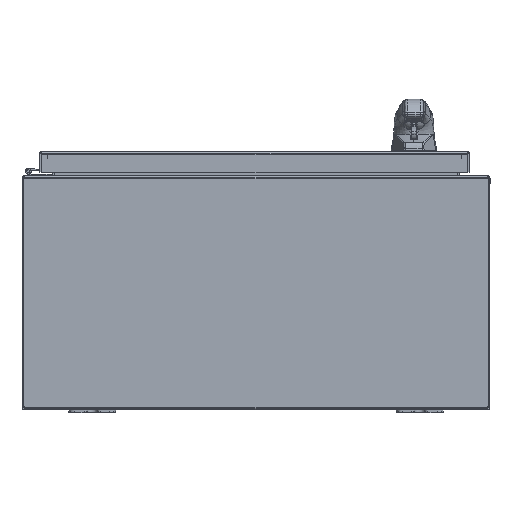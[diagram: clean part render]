
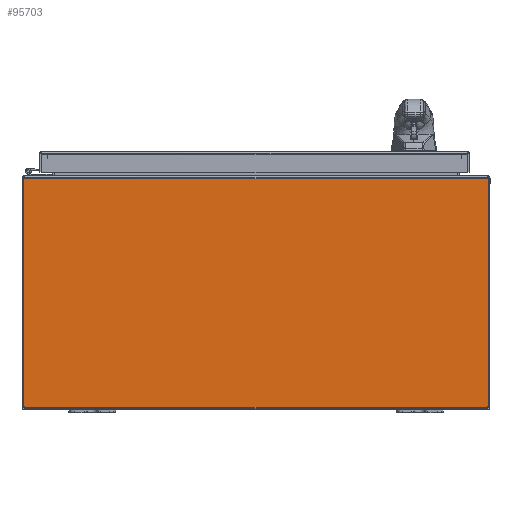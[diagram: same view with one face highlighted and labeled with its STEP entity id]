
A CAD part, front view. The second image highlights one B-rep face of the part: STEP entity #95703.
In plain terms, the highlighted planar face has unit normal (0, -1, 0).
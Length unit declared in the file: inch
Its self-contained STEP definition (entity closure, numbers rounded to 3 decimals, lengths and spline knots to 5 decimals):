
#2723 = CARTESIAN_POINT ( 'NONE',  ( 9.88277, -12., 0.10525 ) ) ;
#2941 = VECTOR ( 'NONE', #52623, 39.37008 ) ;
#4667 = VERTEX_POINT ( 'NONE', #112245 ) ;
#5812 = ORIENTED_EDGE ( 'NONE', *, *, #51465, .T. ) ;
#6171 = VECTOR ( 'NONE', #40658, 39.37008 ) ;
#7725 = LINE ( 'NONE', #14350, #52414 ) ;
#8409 = EDGE_LOOP ( 'NONE', ( #74272, #52577, #75476, #107208, #5812, #106272, #71190, #64456 ) ) ;
#11434 = DIRECTION ( 'NONE',  ( 0., 1., 0. ) ) ;
#12890 = LINE ( 'NONE', #109064, #81332 ) ;
#14350 = CARTESIAN_POINT ( 'NONE',  ( 9.963, -12., 9.89475 ) ) ;
#17883 = VERTEX_POINT ( 'NONE', #61095 ) ;
#18522 = AXIS2_PLACEMENT_3D ( 'NONE', #64896, #11434, #73904 ) ;
#18770 = CARTESIAN_POINT ( 'NONE',  ( 9.91495, -12., 9.89475 ) ) ;
#22066 = AXIS2_PLACEMENT_3D ( 'NONE', #42288, #104860, #51277 ) ;
#22451 = FACE_OUTER_BOUND ( 'NONE', #8409, .T. ) ;
#24888 = VERTEX_POINT ( 'NONE', #48814 ) ;
#25981 = EDGE_CURVE ( 'NONE', #17883, #24888, #114622, .T. ) ;
#26047 = VERTEX_POINT ( 'NONE', #2723 ) ;
#30011 = VERTEX_POINT ( 'NONE', #93887 ) ;
#36341 = DIRECTION ( 'NONE',  ( 0., 1., 0. ) ) ;
#39579 = CIRCLE ( 'NONE', #22066, 0.07 ) ;
#40155 = EDGE_CURVE ( 'NONE', #26047, #114030, #39579, .T. ) ;
#40658 = DIRECTION ( 'NONE',  ( -1., 0., 0. ) ) ;
#42288 = CARTESIAN_POINT ( 'NONE',  ( 9.93789, -12., 0.06211 ) ) ;
#47859 = LINE ( 'NONE', #52591, #95473 ) ;
#48789 = AXIS2_PLACEMENT_3D ( 'NONE', #90064, #36341, #99063 ) ;
#48814 = CARTESIAN_POINT ( 'NONE',  ( -9.963, -12., 9.89475 ) ) ;
#51277 = DIRECTION ( 'NONE',  ( 1., 0., 0. ) ) ;
#51465 = EDGE_CURVE ( 'NONE', #17883, #4667, #89790, .T. ) ;
#52414 = VECTOR ( 'NONE', #67849, 39.37008 ) ;
#52577 = ORIENTED_EDGE ( 'NONE', *, *, #59147, .T. ) ;
#52591 = CARTESIAN_POINT ( 'NONE',  ( -9.88277, -12., 0.10525 ) ) ;
#52623 = DIRECTION ( 'NONE',  ( 0., 0., -1. ) ) ;
#55405 = DIRECTION ( 'NONE',  ( 0., 0., 1. ) ) ;
#58655 = CARTESIAN_POINT ( 'NONE',  ( -9.91495, -12., 9.89475 ) ) ;
#59147 = EDGE_CURVE ( 'NONE', #83258, #80487, #12890, .T. ) ;
#61095 = CARTESIAN_POINT ( 'NONE',  ( -9.963, -12., 0.12745 ) ) ;
#61109 = DIRECTION ( 'NONE',  ( 1., 0., 0. ) ) ;
#64456 = ORIENTED_EDGE ( 'NONE', *, *, #103683, .F. ) ;
#64896 = CARTESIAN_POINT ( 'NONE',  ( -9.93789, -12., 0.06211 ) ) ;
#67849 = DIRECTION ( 'NONE',  ( -1., 0., 0. ) ) ;
#68550 = LINE ( 'NONE', #115223, #2941 ) ;
#71190 = ORIENTED_EDGE ( 'NONE', *, *, #40155, .T. ) ;
#72245 = CARTESIAN_POINT ( 'NONE',  ( -9.91495, -12., 9.89475 ) ) ;
#73904 = DIRECTION ( 'NONE',  ( 1., 0., 0. ) ) ;
#74272 = ORIENTED_EDGE ( 'NONE', *, *, #101514, .T. ) ;
#75476 = ORIENTED_EDGE ( 'NONE', *, *, #87234, .T. ) ;
#80487 = VERTEX_POINT ( 'NONE', #72245 ) ;
#80579 = PLANE ( 'NONE',  #48789 ) ;
#81332 = VECTOR ( 'NONE', #82050, 39.37008 ) ;
#82050 = DIRECTION ( 'NONE',  ( -1., 0., 0. ) ) ;
#83258 = VERTEX_POINT ( 'NONE', #18770 ) ;
#87234 = EDGE_CURVE ( 'NONE', #80487, #24888, #101296, .T. ) ;
#89790 = CIRCLE ( 'NONE', #18522, 0.07 ) ;
#90064 = CARTESIAN_POINT ( 'NONE',  ( 0., -12., 5.00948 ) ) ;
#90882 = VECTOR ( 'NONE', #55405, 39.37008 ) ;
#93887 = CARTESIAN_POINT ( 'NONE',  ( 9.963, -12., 9.89475 ) ) ;
#94234 = EDGE_CURVE ( 'NONE', #4667, #26047, #47859, .T. ) ;
#95473 = VECTOR ( 'NONE', #61109, 39.37008 ) ;
#95703 = ADVANCED_FACE ( 'NONE', ( #22451 ), #80579, .F. ) ;
#99063 = DIRECTION ( 'NONE',  ( 1., 0., 0. ) ) ;
#101296 = LINE ( 'NONE', #58655, #6171 ) ;
#101514 = EDGE_CURVE ( 'NONE', #30011, #83258, #7725, .T. ) ;
#103683 = EDGE_CURVE ( 'NONE', #30011, #114030, #68550, .T. ) ;
#104744 = CARTESIAN_POINT ( 'NONE',  ( 9.963, -12., 0.12745 ) ) ;
#104860 = DIRECTION ( 'NONE',  ( 0., 1., 0. ) ) ;
#106272 = ORIENTED_EDGE ( 'NONE', *, *, #94234, .T. ) ;
#107208 = ORIENTED_EDGE ( 'NONE', *, *, #25981, .F. ) ;
#108964 = CARTESIAN_POINT ( 'NONE',  ( -9.963, -12., 0.12745 ) ) ;
#109064 = CARTESIAN_POINT ( 'NONE',  ( 9.91495, -12., 9.89475 ) ) ;
#112245 = CARTESIAN_POINT ( 'NONE',  ( -9.88277, -12., 0.10525 ) ) ;
#114030 = VERTEX_POINT ( 'NONE', #104744 ) ;
#114622 = LINE ( 'NONE', #108964, #90882 ) ;
#115223 = CARTESIAN_POINT ( 'NONE',  ( 9.963, -12., 9.89475 ) ) ;
